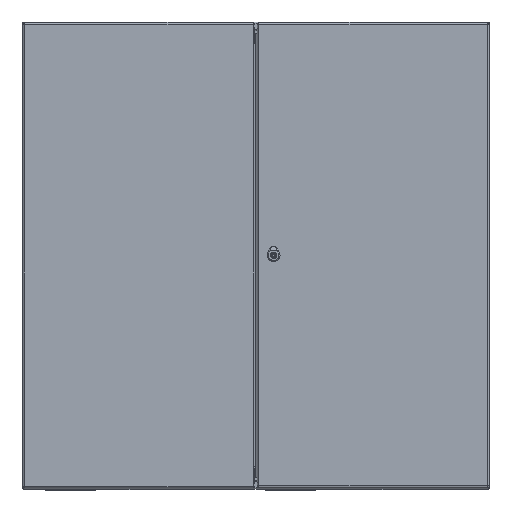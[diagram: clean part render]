
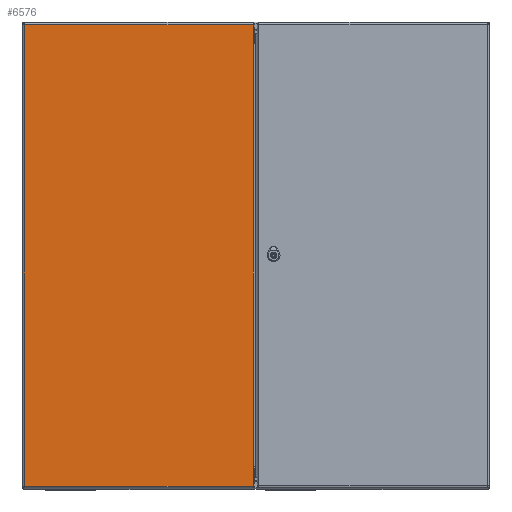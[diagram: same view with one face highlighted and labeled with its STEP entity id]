
A CAD part, top view. The second image highlights one B-rep face of the part: STEP entity #6576.
In plain terms, the highlighted face is planar.
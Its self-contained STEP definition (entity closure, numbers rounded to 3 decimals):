
#6576=ADVANCED_FACE('',(#8001),#7229,.F.);
#7229=PLANE('',#25102);
#8001=FACE_OUTER_BOUND('',#9419,.T.);
#9419=EDGE_LOOP('',(#14161,#14162,#14163,#14164));
#14161=ORIENTED_EDGE('',*,*,#20063,.T.);
#14162=ORIENTED_EDGE('',*,*,#20064,.T.);
#14163=ORIENTED_EDGE('',*,*,#20065,.T.);
#14164=ORIENTED_EDGE('',*,*,#20066,.T.);
#17418=VERTEX_POINT('',#41750);
#17419=VERTEX_POINT('',#41751);
#17420=VERTEX_POINT('',#41753);
#17421=VERTEX_POINT('',#41755);
#20063=EDGE_CURVE('',#17418,#17419,#21745,.T.);
#20064=EDGE_CURVE('',#17419,#17420,#21746,.T.);
#20065=EDGE_CURVE('',#17420,#17421,#21747,.T.);
#20066=EDGE_CURVE('',#17421,#17418,#21748,.T.);
#21745=LINE('',#41749,#23023);
#21746=LINE('',#41752,#23024);
#21747=LINE('',#41754,#23025);
#21748=LINE('',#41756,#23026);
#23023=VECTOR('',#30094,1.);
#23024=VECTOR('',#30095,1.);
#23025=VECTOR('',#30096,1.);
#23026=VECTOR('',#30097,1.);
#25102=AXIS2_PLACEMENT_3D('',#41757,#30098,#30099);
#30094=DIRECTION('',(-1.,0.,0.));
#30095=DIRECTION('',(0.,1.,0.));
#30096=DIRECTION('',(1.,0.,0.));
#30097=DIRECTION('',(0.,-1.,0.));
#30098=DIRECTION('',(0.,0.,1.));
#30099=DIRECTION('',(1.,0.,0.));
#41749=CARTESIAN_POINT('',(0.,-593.5,0.));
#41750=CARTESIAN_POINT('',(294.,-593.5,0.));
#41751=CARTESIAN_POINT('',(-294.,-593.5,0.));
#41752=CARTESIAN_POINT('',(-294.,0.,0.));
#41753=CARTESIAN_POINT('',(-294.,593.5,0.));
#41754=CARTESIAN_POINT('',(0.,593.5,0.));
#41755=CARTESIAN_POINT('',(294.,593.5,0.));
#41756=CARTESIAN_POINT('',(294.,0.,0.));
#41757=CARTESIAN_POINT('',(0.,0.,0.));
